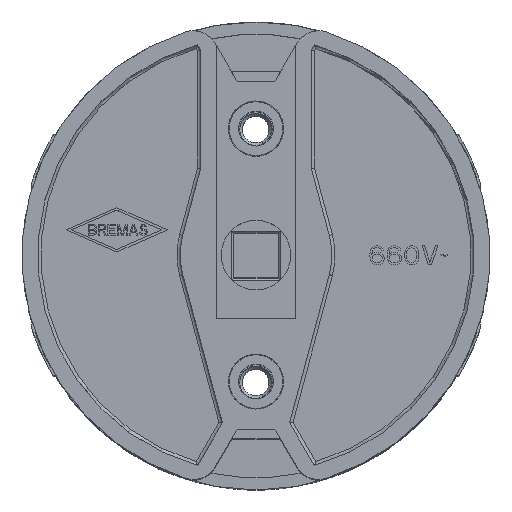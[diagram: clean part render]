
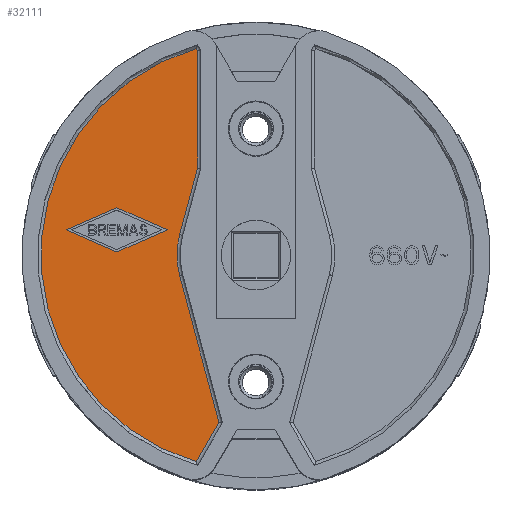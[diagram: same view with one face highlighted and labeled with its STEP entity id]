
A CAD part, top view. The second image highlights one B-rep face of the part: STEP entity #32111.
In plain terms, the highlighted face is planar.
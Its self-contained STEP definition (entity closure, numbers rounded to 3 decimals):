
#24469=DIRECTION('',(0.,-1.,0.));
#24470=VECTOR('',#24469,18.55);
#24471=CARTESIAN_POINT('',(9.25,32.325,3.));
#24472=LINE('',#24471,#24470);
#24473=DIRECTION('',(0.259,-0.966,0.));
#24474=VECTOR('',#24473,10.911);
#24475=CARTESIAN_POINT('',(9.25,13.775,3.));
#24476=LINE('',#24475,#24474);
#24477=CARTESIAN_POINT('',(0.,0.,3.));
#24478=DIRECTION('',(0.,0.,-1.));
#24479=DIRECTION('',(0.966,0.259,0.));
#24480=AXIS2_PLACEMENT_3D('',#24477,#24478,#24479);
#24482=DIRECTION('',(-0.259,-0.966,0.));
#24483=VECTOR('',#24482,24.029);
#24484=CARTESIAN_POINT('',(12.074,-3.235,3.));
#24485=LINE('',#24484,#24483);
#24486=DIRECTION('',(0.5,-0.866,0.));
#24487=VECTOR('',#24486,7.179);
#24488=CARTESIAN_POINT('',(5.855,-26.445,3.));
#24489=LINE('',#24488,#24487);
#24490=CARTESIAN_POINT('',(0.,0.,3.));
#24491=DIRECTION('',(0.,0.,1.));
#24492=DIRECTION('',(0.278,-0.961,0.));
#24493=AXIS2_PLACEMENT_3D('',#24490,#24491,#24492);
#24495=DIRECTION('',(-0.5,-0.866,0.));
#24496=VECTOR('',#24495,0.389);
#24497=CARTESIAN_POINT('',(9.444,32.662,3.));
#24498=LINE('',#24497,#24496);
#24529=DIRECTION('',(-0.916,-0.401,0.));
#24530=VECTOR('',#24529,8.732);
#24531=CARTESIAN_POINT('',(30.,4.,3.));
#24532=LINE('',#24531,#24530);
#24533=DIRECTION('',(-0.916,0.401,0.));
#24534=VECTOR('',#24533,8.732);
#24535=CARTESIAN_POINT('',(22.,0.5,3.));
#24536=LINE('',#24535,#24534);
#24537=DIRECTION('',(0.916,0.401,0.));
#24538=VECTOR('',#24537,8.732);
#24539=CARTESIAN_POINT('',(14.,4.,3.));
#24540=LINE('',#24539,#24538);
#24541=DIRECTION('',(0.916,-0.401,0.));
#24542=VECTOR('',#24541,8.732);
#24543=CARTESIAN_POINT('',(22.,7.5,3.));
#24544=LINE('',#24543,#24542);
#29261=CARTESIAN_POINT('',(9.25,32.325,3.));
#29262=CARTESIAN_POINT('',(9.25,13.775,3.));
#29263=VERTEX_POINT('',#29261);
#29264=VERTEX_POINT('',#29262);
#29267=CARTESIAN_POINT('',(9.444,32.662,3.));
#29268=VERTEX_POINT('',#29267);
#29269=CARTESIAN_POINT('',(9.444,-32.662,3.));
#29270=VERTEX_POINT('',#29269);
#29273=CARTESIAN_POINT('',(5.855,-26.445,3.));
#29274=VERTEX_POINT('',#29273);
#29279=CARTESIAN_POINT('',(12.074,3.235,3.));
#29280=VERTEX_POINT('',#29279);
#29281=CARTESIAN_POINT('',(12.074,-3.235,3.));
#29282=VERTEX_POINT('',#29281);
#29997=CARTESIAN_POINT('',(30.,4.,3.));
#29998=CARTESIAN_POINT('',(22.,0.5,3.));
#29999=VERTEX_POINT('',#29997);
#30000=VERTEX_POINT('',#29998);
#30001=CARTESIAN_POINT('',(14.,4.,3.));
#30002=VERTEX_POINT('',#30001);
#30003=CARTESIAN_POINT('',(22.,7.5,3.));
#30004=VERTEX_POINT('',#30003);
#32081=CARTESIAN_POINT('',(0.,0.,3.));
#32082=DIRECTION('',(0.,0.,-1.));
#32083=DIRECTION('',(-1.,0.,0.));
#32084=AXIS2_PLACEMENT_3D('',#32081,#32082,#32083);
#32085=PLANE('',#32084);
#32087=ORIENTED_EDGE('',*,*,#32086,.T.);
#32089=ORIENTED_EDGE('',*,*,#32088,.T.);
#32091=ORIENTED_EDGE('',*,*,#32090,.T.);
#32093=ORIENTED_EDGE('',*,*,#32092,.T.);
#32094=ORIENTED_EDGE('',*,*,#32071,.T.);
#32096=ORIENTED_EDGE('',*,*,#32095,.T.);
#32098=ORIENTED_EDGE('',*,*,#32097,.T.);
#32099=EDGE_LOOP('',(#32087,#32089,#32091,#32093,#32094,#32096,#32098));
#32100=FACE_OUTER_BOUND('',#32099,.F.);
#32102=ORIENTED_EDGE('',*,*,#32101,.T.);
#32104=ORIENTED_EDGE('',*,*,#32103,.T.);
#32106=ORIENTED_EDGE('',*,*,#32105,.T.);
#32108=ORIENTED_EDGE('',*,*,#32107,.T.);
#32109=EDGE_LOOP('',(#32102,#32104,#32106,#32108));
#32110=FACE_BOUND('',#32109,.F.);
#32111=ADVANCED_FACE('',(#32100,#32110),#32085,.T.);
#24481=CIRCLE('',#24480,12.5);
#24494=CIRCLE('',#24493,34.);
#32071=EDGE_CURVE('',#29274,#29270,#24489,.T.);
#32086=EDGE_CURVE('',#29263,#29264,#24472,.T.);
#32088=EDGE_CURVE('',#29264,#29280,#24476,.T.);
#32090=EDGE_CURVE('',#29280,#29282,#24481,.T.);
#32092=EDGE_CURVE('',#29282,#29274,#24485,.T.);
#32095=EDGE_CURVE('',#29270,#29268,#24494,.T.);
#32097=EDGE_CURVE('',#29268,#29263,#24498,.T.);
#32101=EDGE_CURVE('',#29999,#30000,#24532,.T.);
#32103=EDGE_CURVE('',#30000,#30002,#24536,.T.);
#32105=EDGE_CURVE('',#30002,#30004,#24540,.T.);
#32107=EDGE_CURVE('',#30004,#29999,#24544,.T.);
